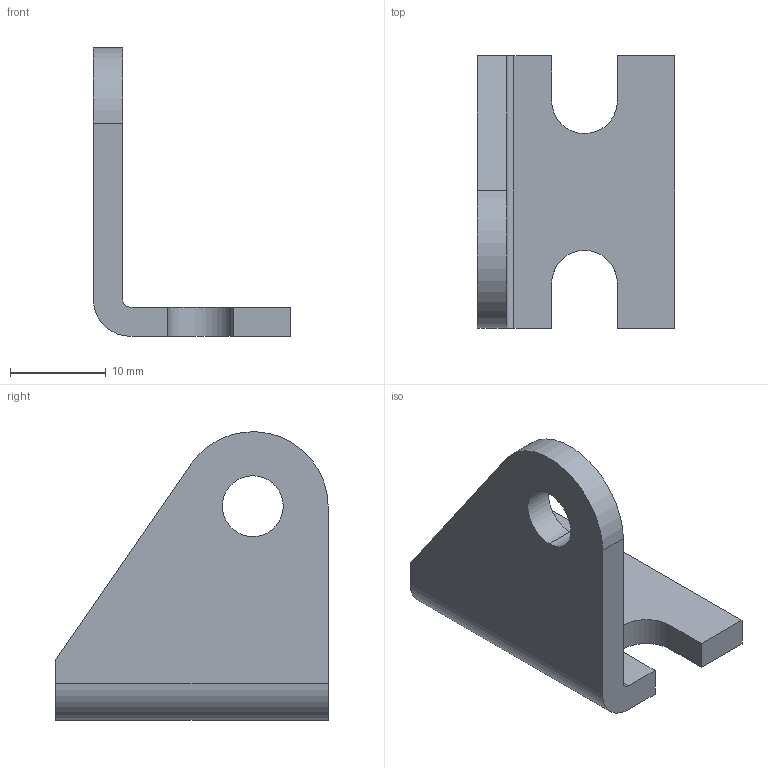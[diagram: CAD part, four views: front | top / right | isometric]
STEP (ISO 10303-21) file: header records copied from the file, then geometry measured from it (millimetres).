
FILE_DESCRIPTION((''),'2;1');
FILE_NAME('pivotbracket0750left.stp','2002-01-21T19:58:20',('Administrator'),(''),'Autodesk Inventor (tm) 3.0','Autodesk Inventor (tm) 3.0','');
FILE_SCHEMA(('CONFIG_CONTROL_DESIGN'));
Length unit declared in the file: inch
Products named in the file (1): pivotbracket0750left
Bounding box: 20.57 x 28.45 x 30.12 mm (x, y, z)
Volume: 2997.6 mm3; surface area: 2520.1 mm2
Topology: 1 solids, 1 shells, 22 faces, 60 edges, 40 vertices
Faces by surface type: plane 14, cylinder 5, bspline 3
Entity records: 832 total; most frequent: CARTESIAN_POINT 166, ORIENTED_EDGE 120, DIRECTION 116, EDGE_CURVE 60, VECTOR 44, LINE 44, VERTEX_POINT 40, AXIS2_PLACEMENT_3D 36
